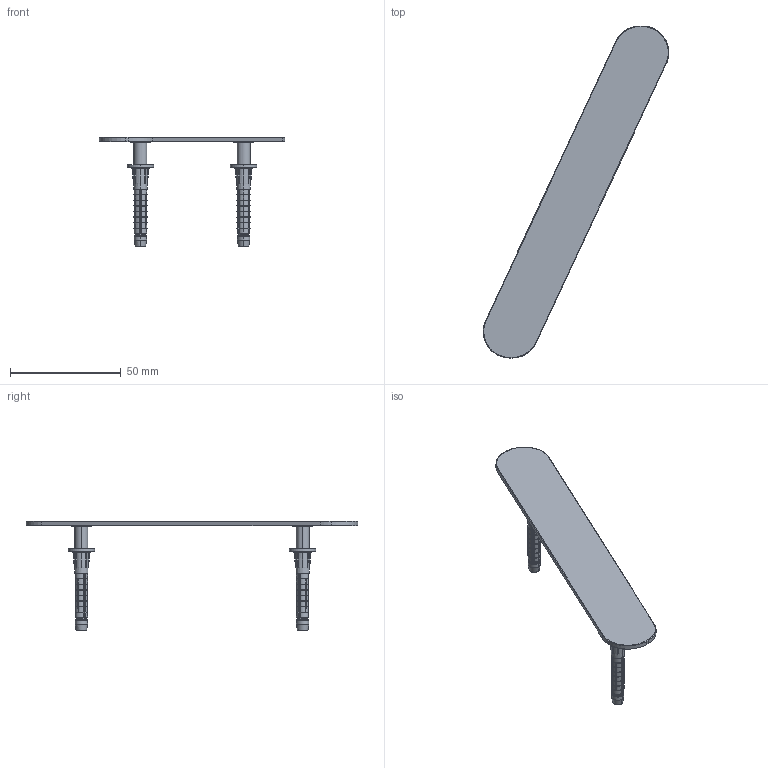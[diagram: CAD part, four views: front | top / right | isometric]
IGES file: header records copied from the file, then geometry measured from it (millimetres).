
Start section: SolidWorks IGES file using analytic representation for surfaces
Global section: file name: 040-HN-SS.igs; native system: SolidWorks 2018; preprocessor: SolidWorks 2018; author: Christian; date: 210423.111557; units: millimetre
Bounding box: 83.84 x 150 x 49.6 mm (x, y, z)
Surface area: 12999.5 mm2 (no closed solid volume)
Topology: 0 solids, 0 shells, 1662 faces, 13450 edges, 13420 vertices
Faces by surface type: bspline 1015, revolution 647
